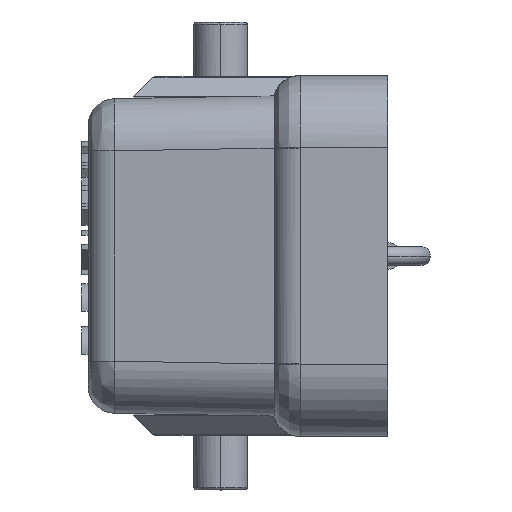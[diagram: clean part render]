
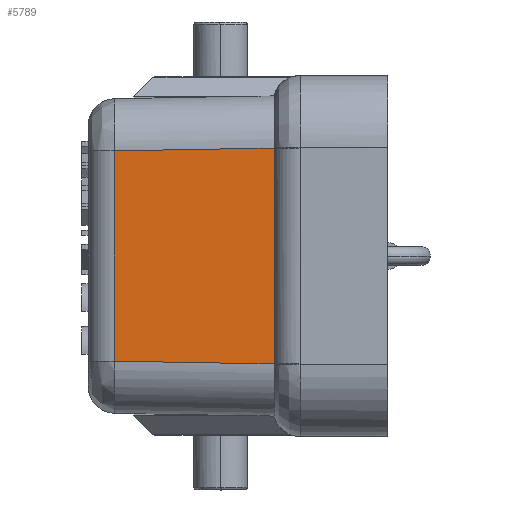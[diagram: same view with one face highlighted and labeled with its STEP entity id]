
A CAD part, left-side view. The second image highlights one B-rep face of the part: STEP entity #5789.
In plain terms, the highlighted planar face has unit normal (-1, 0.018, 0).
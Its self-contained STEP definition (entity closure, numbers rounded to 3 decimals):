
#973=CARTESIAN_POINT('',(-11.972,1.6,8.073));
#980=DIRECTION('',(-0.017,-1.,-0.017));
#981=VECTOR('',#980,11.939);
#982=CARTESIAN_POINT('',(-11.764,13.535,-7.864));
#983=LINE('',#982,#981);
#984=DIRECTION('',(0.017,1.,-0.017));
#985=VECTOR('',#984,11.939);
#986=CARTESIAN_POINT('',(-11.972,1.6,8.073));
#987=LINE('',#986,#985);
#988=CARTESIAN_POINT('',(-11.764,13.535,-7.864));
#1024=DIRECTION('',(0.,0.,1.));
#1025=VECTOR('',#1024,15.729);
#1026=CARTESIAN_POINT('',(-11.764,13.535,
-7.864));
#1027=LINE('',#1026,#1025);
#1315=DIRECTION('',(0.,0.,-1.));
#1316=VECTOR('',#1315,16.145);
#1317=CARTESIAN_POINT('',(-11.972,1.6,8.073));
#1318=LINE('',#1317,#1316);
#2931=VERTEX_POINT('',#973);
#3156=VERTEX_POINT('',#988);
#3159=CARTESIAN_POINT('',(-11.972,1.6,
-8.073));
#3160=VERTEX_POINT('',#3159);
#3314=CARTESIAN_POINT('',(-11.764,13.535,7.864));
#3315=VERTEX_POINT('',#3314);
#5775=CARTESIAN_POINT('',(-12.,0.,-13.448));
#5776=DIRECTION('',(-1.,0.017,0.));
#5777=DIRECTION('',(-0.017,-1.,0.));
#5778=AXIS2_PLACEMENT_3D('',#5775,#5776,#5777);
#5779=PLANE('',#5778);
#5781=ORIENTED_EDGE('',*,*,#5780,.F.);
#5783=ORIENTED_EDGE('',*,*,#5782,.T.);
#5784=ORIENTED_EDGE('',*,*,#5763,.F.);
#5786=ORIENTED_EDGE('',*,*,#5785,.T.);
#5787=EDGE_LOOP('',(#5781,#5783,#5784,#5786));
#5788=FACE_OUTER_BOUND('',#5787,.F.);
#5789=ADVANCED_FACE('',(#5788),#5779,.T.);
#5763=EDGE_CURVE('',#2931,#3315,#987,.T.);
#5780=EDGE_CURVE('',#3156,#3160,#983,.T.);
#5782=EDGE_CURVE('',#3156,#3315,#1027,.T.);
#5785=EDGE_CURVE('',#2931,#3160,#1318,.T.);
